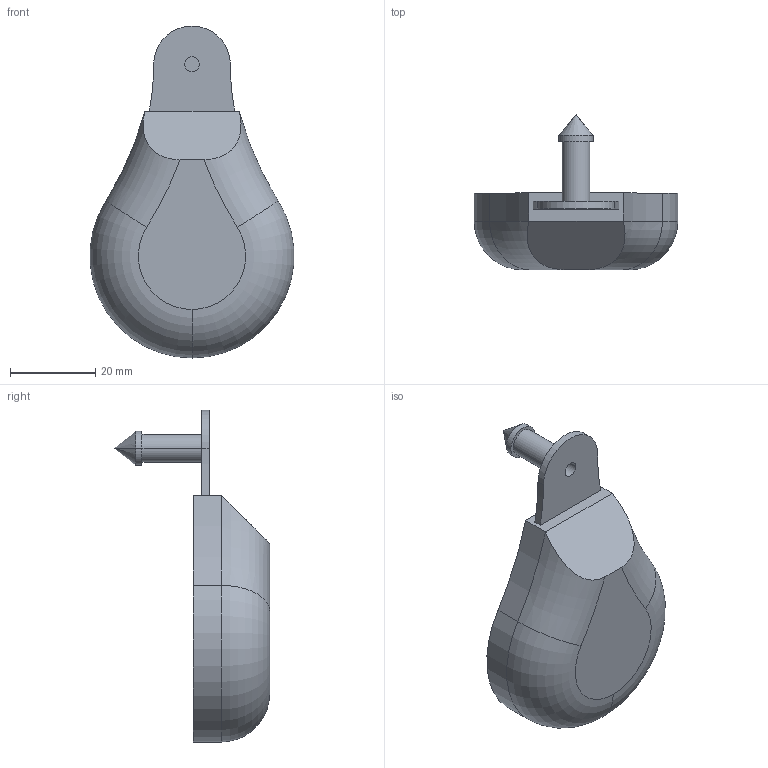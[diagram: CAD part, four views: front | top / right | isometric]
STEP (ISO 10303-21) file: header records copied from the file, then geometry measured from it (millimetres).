
FILE_DESCRIPTION (( 'STEP AP214' ), '1' );
FILE_NAME ('pangolin tracker standard v0.1.STEP', '2020-03-31T09:12:10', ( '' ), ( '' ), 'SwSTEP 2.0', 'SolidWorks 2016', '' );
FILE_SCHEMA (( 'AUTOMOTIVE_DESIGN' ));
Length unit declared in the file: millimetre
Products named in the file (1): pangolin tracker standard v0.1
Bounding box: 47.88 x 36.5 x 78 mm (x, y, z)
Volume: 34354.1 mm3; surface area: 7642.8 mm2
Topology: 1 solids, 1 shells, 27 faces, 59 edges, 36 vertices
Faces by surface type: cylinder 13, plane 8, torus 4, cone 2
Entity records: 1121 total; most frequent: CARTESIAN_POINT 179, DIRECTION 144, ORIENTED_EDGE 114, AXIS2_PLACEMENT_3D 61, EDGE_CURVE 57, VERTEX_POINT 36, CIRCLE 33, EDGE_LOOP 31
